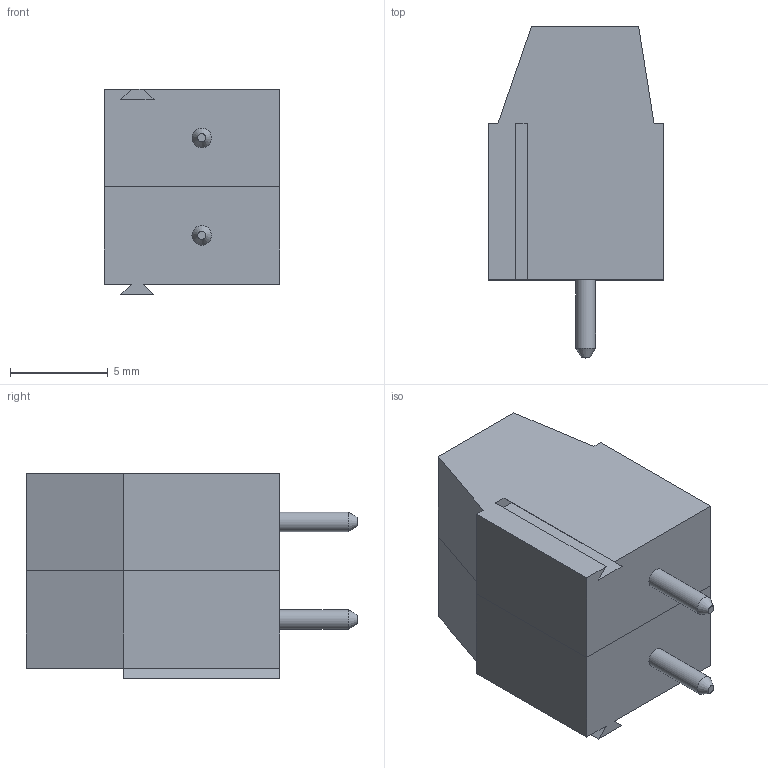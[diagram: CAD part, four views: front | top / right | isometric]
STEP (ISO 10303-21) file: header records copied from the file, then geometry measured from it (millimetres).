
FILE_DESCRIPTION( ( 'Unknown' ), '1' );
FILE_NAME( '691134710002.stp', 'Unknown', ( 'Unknown' ), ( 'Unknown' ), 'PSStep 17.0.49', 'Unknown', ' ' );
FILE_SCHEMA( ( 'AUTOMOTIVE_DESIGN { 1 0 10303 214 1 1 1 1 }' ) );
Length unit declared in the file: millimetre
Products named in the file (3): Assem1; CMM5_SX; CMM5_DX
Assembly tree (2 placements, depth 2):
  Assem1
    CMM5_SX
    CMM5_DX
Bounding box: 9 x 17 x 10.55 mm (x, y, z)
Volume: 785 mm3; surface area: 1463.2 mm2
Topology: 2 solids, 4 shells, 116 faces, 300 edges, 198 vertices
Faces by surface type: plane 98, cylinder 16, cone 2
Full cylindrical faces by diameter (mm): 1 x2, 2.9 x2, 3 x4, 3.7 x4
Entity records: 4374 total; most frequent: CARTESIAN_POINT 591, ORIENTED_EDGE 560, DIRECTION 558, EDGE_CURVE 280, LINE 240, VECTOR 240, VERTEX_POINT 192, AXIS2_PLACEMENT_3D 159
